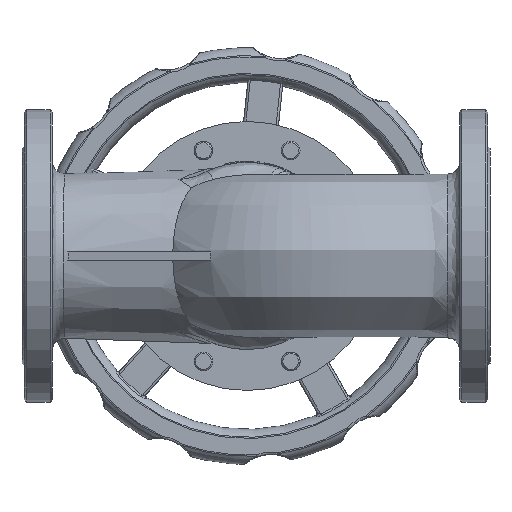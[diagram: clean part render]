
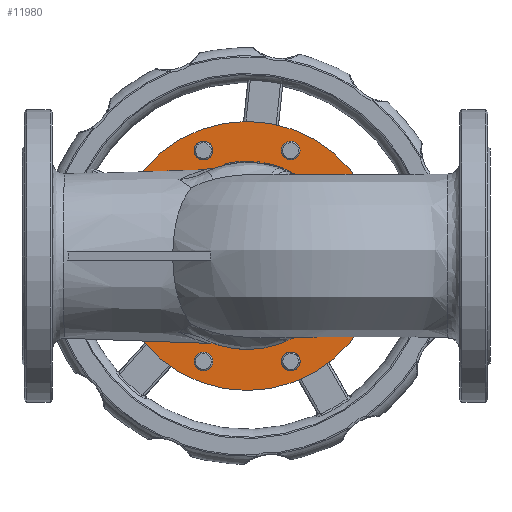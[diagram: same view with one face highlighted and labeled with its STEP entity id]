
A CAD part, front view. The second image highlights one B-rep face of the part: STEP entity #11980.
In plain terms, the highlighted planar face has unit normal (0, -1, 0).
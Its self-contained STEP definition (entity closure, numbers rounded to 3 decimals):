
#402=B_SPLINE_CURVE_WITH_KNOTS('',3,(#19739,#19740,#19741,#19742,#19743,
#19744,#19745,#19746,#19747,#19748,#19749,#19750,#19751,#19752,#19753,#19754),
 .UNSPECIFIED.,.F.,.F.,(4,2,2,2,2,2,2,4),(0.,0.912,1.228,
1.426,1.607,1.84,2.289,2.944),
 .UNSPECIFIED.);
#697=FACE_BOUND('',#2095,.T.);
#698=FACE_BOUND('',#2096,.T.);
#699=FACE_BOUND('',#2097,.T.);
#700=FACE_BOUND('',#2098,.T.);
#701=FACE_BOUND('',#2099,.T.);
#702=FACE_BOUND('',#2100,.T.);
#703=FACE_BOUND('',#2101,.T.);
#704=FACE_BOUND('',#2102,.T.);
#705=FACE_BOUND('',#2103,.T.);
#978=PLANE('',#12990);
#1311=FACE_OUTER_BOUND('',#2094,.T.);
#2094=EDGE_LOOP('',(#8708));
#2095=EDGE_LOOP('',(#8709,#8710));
#2096=EDGE_LOOP('',(#8711));
#2097=EDGE_LOOP('',(#8712));
#2098=EDGE_LOOP('',(#8713));
#2099=EDGE_LOOP('',(#8714));
#2100=EDGE_LOOP('',(#8715));
#2101=EDGE_LOOP('',(#8716));
#2102=EDGE_LOOP('',(#8717));
#2103=EDGE_LOOP('',(#8718));
#3868=CIRCLE('',#12835,80.);
#3947=CIRCLE('',#12991,115.);
#3948=CIRCLE('',#12992,8.);
#3949=CIRCLE('',#12993,8.);
#3950=CIRCLE('',#12994,8.);
#3951=CIRCLE('',#12995,8.);
#3952=CIRCLE('',#12996,8.);
#3953=CIRCLE('',#12997,8.);
#3954=CIRCLE('',#12998,8.);
#3955=CIRCLE('',#12999,8.);
#4813=VERTEX_POINT('',#19727);
#4814=VERTEX_POINT('',#19738);
#5015=VERTEX_POINT('',#23537);
#5016=VERTEX_POINT('',#23539);
#5017=VERTEX_POINT('',#23541);
#5018=VERTEX_POINT('',#23543);
#5019=VERTEX_POINT('',#23545);
#5020=VERTEX_POINT('',#23547);
#5021=VERTEX_POINT('',#23549);
#5022=VERTEX_POINT('',#23551);
#5023=VERTEX_POINT('',#23553);
#6001=EDGE_CURVE('',#4814,#4813,#402,.T.);
#6017=EDGE_CURVE('',#4813,#4814,#3868,.T.);
#6297=EDGE_CURVE('',#5015,#5015,#3947,.T.);
#6298=EDGE_CURVE('',#5016,#5016,#3948,.T.);
#6299=EDGE_CURVE('',#5017,#5017,#3949,.T.);
#6300=EDGE_CURVE('',#5018,#5018,#3950,.T.);
#6301=EDGE_CURVE('',#5019,#5019,#3951,.T.);
#6302=EDGE_CURVE('',#5020,#5020,#3952,.T.);
#6303=EDGE_CURVE('',#5021,#5021,#3953,.T.);
#6304=EDGE_CURVE('',#5022,#5022,#3954,.T.);
#6305=EDGE_CURVE('',#5023,#5023,#3955,.T.);
#8708=ORIENTED_EDGE('',*,*,#6297,.F.);
#8709=ORIENTED_EDGE('',*,*,#6001,.T.);
#8710=ORIENTED_EDGE('',*,*,#6017,.T.);
#8711=ORIENTED_EDGE('',*,*,#6298,.F.);
#8712=ORIENTED_EDGE('',*,*,#6299,.F.);
#8713=ORIENTED_EDGE('',*,*,#6300,.F.);
#8714=ORIENTED_EDGE('',*,*,#6301,.F.);
#8715=ORIENTED_EDGE('',*,*,#6302,.F.);
#8716=ORIENTED_EDGE('',*,*,#6303,.F.);
#8717=ORIENTED_EDGE('',*,*,#6304,.F.);
#8718=ORIENTED_EDGE('',*,*,#6305,.F.);
#11980=ADVANCED_FACE('',(#1311,#697,#698,#699,#700,#701,#702,#703,#704,
#705),#978,.F.);
#12835=AXIS2_PLACEMENT_3D('',#20178,#14796,#14797);
#12990=AXIS2_PLACEMENT_3D('',#23536,#15216,#15217);
#12991=AXIS2_PLACEMENT_3D('',#23538,#15218,#15219);
#12992=AXIS2_PLACEMENT_3D('',#23540,#15220,#15221);
#12993=AXIS2_PLACEMENT_3D('',#23542,#15222,#15223);
#12994=AXIS2_PLACEMENT_3D('',#23544,#15224,#15225);
#12995=AXIS2_PLACEMENT_3D('',#23546,#15226,#15227);
#12996=AXIS2_PLACEMENT_3D('',#23548,#15228,#15229);
#12997=AXIS2_PLACEMENT_3D('',#23550,#15230,#15231);
#12998=AXIS2_PLACEMENT_3D('',#23552,#15232,#15233);
#12999=AXIS2_PLACEMENT_3D('',#23554,#15234,#15235);
#14796=DIRECTION('center_axis',(0.,1.,0.));
#14797=DIRECTION('ref_axis',(0.,0.,1.));
#15216=DIRECTION('center_axis',(0.,1.,0.));
#15217=DIRECTION('ref_axis',(0.,0.,1.));
#15218=DIRECTION('center_axis',(0.,1.,0.));
#15219=DIRECTION('ref_axis',(1.,0.,0.));
#15220=DIRECTION('center_axis',(0.,-1.,0.));
#15221=DIRECTION('ref_axis',(-1.,0.,0.));
#15222=DIRECTION('center_axis',(0.,-1.,0.));
#15223=DIRECTION('ref_axis',(-1.,0.,0.));
#15224=DIRECTION('center_axis',(0.,-1.,0.));
#15225=DIRECTION('ref_axis',(-1.,0.,0.));
#15226=DIRECTION('center_axis',(0.,-1.,0.));
#15227=DIRECTION('ref_axis',(-1.,0.,0.));
#15228=DIRECTION('center_axis',(0.,-1.,0.));
#15229=DIRECTION('ref_axis',(-1.,0.,0.));
#15230=DIRECTION('center_axis',(0.,-1.,0.));
#15231=DIRECTION('ref_axis',(-1.,0.,0.));
#15232=DIRECTION('center_axis',(0.,-1.,0.));
#15233=DIRECTION('ref_axis',(-1.,0.,0.));
#15234=DIRECTION('center_axis',(0.,-1.,0.));
#15235=DIRECTION('ref_axis',(-1.,0.,0.));
#19727=CARTESIAN_POINT('',(113.732,100.75,14.602));
#19738=CARTESIAN_POINT('',(113.732,100.75,-14.602));
#19739=CARTESIAN_POINT('Ctrl Pts',(113.732,100.75,-14.602));
#19740=CARTESIAN_POINT('Ctrl Pts',(113.178,100.75,-11.614));
#19741=CARTESIAN_POINT('Ctrl Pts',(112.771,100.75,-8.632));
#19742=CARTESIAN_POINT('Ctrl Pts',(112.464,100.75,-4.551));
#19743=CARTESIAN_POINT('Ctrl Pts',(112.406,100.75,-3.499));
#19744=CARTESIAN_POINT('Ctrl Pts',(112.349,100.75,-1.787));
#19745=CARTESIAN_POINT('Ctrl Pts',(112.336,100.75,-1.128));
#19746=CARTESIAN_POINT('Ctrl Pts',(112.328,100.75,0.133));
#19747=CARTESIAN_POINT('Ctrl Pts',(112.332,100.75,0.736));
#19748=CARTESIAN_POINT('Ctrl Pts',(112.357,100.75,2.116));
#19749=CARTESIAN_POINT('Ctrl Pts',(112.383,100.75,2.893));
#19750=CARTESIAN_POINT('Ctrl Pts',(112.496,100.75,5.165));
#19751=CARTESIAN_POINT('Ctrl Pts',(112.615,100.75,6.653));
#19752=CARTESIAN_POINT('Ctrl Pts',(113.011,100.75,10.31));
#19753=CARTESIAN_POINT('Ctrl Pts',(113.334,100.75,12.457));
#19754=CARTESIAN_POINT('Ctrl Pts',(113.732,100.75,14.602));
#20178=CARTESIAN_POINT('Origin',(192.389,100.75,0.));
#23536=CARTESIAN_POINT('Origin',(192.389,100.75,0.));
#23537=CARTESIAN_POINT('',(77.389,100.75,0.));
#23538=CARTESIAN_POINT('Origin',(192.389,100.75,0.));
#23539=CARTESIAN_POINT('',(290.467,100.75,37.312));
#23540=CARTESIAN_POINT('Origin',(282.467,100.75,37.312));
#23541=CARTESIAN_POINT('',(237.7,100.75,90.078));
#23542=CARTESIAN_POINT('Origin',(229.7,100.75,90.078));
#23543=CARTESIAN_POINT('',(163.077,100.75,90.078));
#23544=CARTESIAN_POINT('Origin',(155.077,100.75,90.078));
#23545=CARTESIAN_POINT('',(110.31,100.75,37.312));
#23546=CARTESIAN_POINT('Origin',(102.31,100.75,37.312));
#23547=CARTESIAN_POINT('',(110.31,100.75,-37.312));
#23548=CARTESIAN_POINT('Origin',(102.31,100.75,-37.312));
#23549=CARTESIAN_POINT('',(163.077,100.75,-90.078));
#23550=CARTESIAN_POINT('Origin',(155.077,100.75,-90.078));
#23551=CARTESIAN_POINT('',(237.7,100.75,-90.078));
#23552=CARTESIAN_POINT('Origin',(229.7,100.75,-90.078));
#23553=CARTESIAN_POINT('',(290.467,100.75,-37.312));
#23554=CARTESIAN_POINT('Origin',(282.467,100.75,-37.312));
